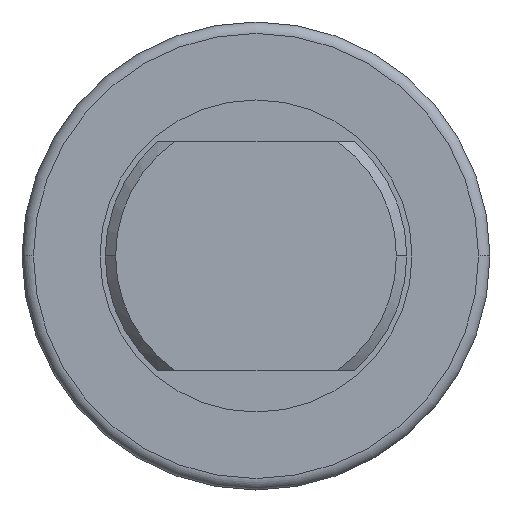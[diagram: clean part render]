
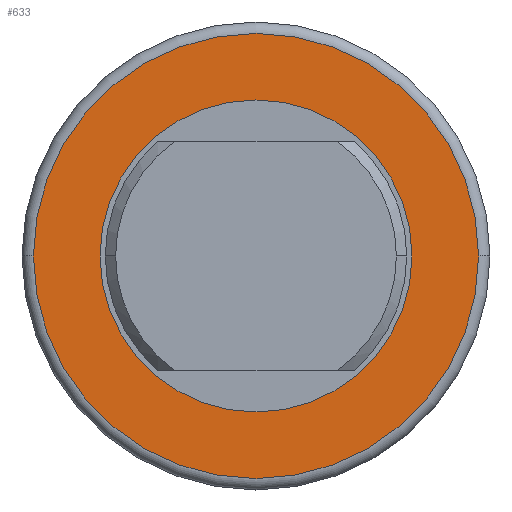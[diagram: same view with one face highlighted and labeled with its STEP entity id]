
A CAD part, left-side view. The second image highlights one B-rep face of the part: STEP entity #633.
In plain terms, the highlighted face is planar.
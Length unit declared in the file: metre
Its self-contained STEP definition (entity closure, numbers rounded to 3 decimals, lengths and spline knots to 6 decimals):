
#633=ADVANCED_FACE('0:246',(#1373,#1374),#1375,.F.);
#1373=FACE_OUTER_BOUND('',#2229,.T.);
#1374=FACE_BOUND('',#2230,.T.);
#1375=PLANE('',#2231);
#2229=EDGE_LOOP('',(#3777,#3778));
#2230=EDGE_LOOP('',(#3779,#3780));
#2231=AXIS2_PLACEMENT_3D('',#3781,#3782,#3783);
#3777=ORIENTED_EDGE('',*,*,#5136,.F.);
#3778=ORIENTED_EDGE('',*,*,#5127,.F.);
#3779=ORIENTED_EDGE('',*,*,#4957,.T.);
#3780=ORIENTED_EDGE('',*,*,#5215,.T.);
#3781=CARTESIAN_POINT('',(0.040384,0.021774,0.005774));
#3782=DIRECTION('',(-1.0,0.0,0.0));
#3783=DIRECTION('',(0.0,0.0,1.0));
#4957=EDGE_CURVE('0:534',#5880,#5877,#5881,.T.);
#5127=EDGE_CURVE('',#6147,#6149,#6150,.T.);
#5136=EDGE_CURVE('0:291',#6149,#6147,#6161,.T.);
#5215=EDGE_CURVE('',#5877,#5880,#6248,.T.);
#5877=VERTEX_POINT('',#7052);
#5880=VERTEX_POINT('',#7056);
#5881=CIRCLE('',#7057,0.015);
#6147=VERTEX_POINT('',#7405);
#6149=VERTEX_POINT('',#7407);
#6150=CIRCLE('',#7408,0.0214);
#6161=CIRCLE('',#7419,0.0214);
#6248=CIRCLE('',#7548,0.015);
#7052=CARTESIAN_POINT('',(0.040384,0.005774,0.020774));
#7056=CARTESIAN_POINT('',(0.040384,0.005774,-0.009226));
#7057=AXIS2_PLACEMENT_3D('',#8526,#8527,#8528);
#7405=CARTESIAN_POINT('',(0.040384,0.005774,0.027174));
#7407=CARTESIAN_POINT('',(0.040384,0.005774,-0.015626));
#7408=AXIS2_PLACEMENT_3D('',#8824,#8825,#8826);
#7419=AXIS2_PLACEMENT_3D('',#8842,#8843,#8844);
#7548=AXIS2_PLACEMENT_3D('',#8941,#8942,#8943);
#8526=CARTESIAN_POINT('',(0.040384,0.005774,0.005774));
#8527=DIRECTION('',(-1.0,0.0,0.0));
#8528=DIRECTION('',(0.0,0.0,1.0));
#8824=CARTESIAN_POINT('',(0.040384,0.005774,0.005774));
#8825=DIRECTION('',(-1.0,0.0,0.0));
#8826=DIRECTION('',(0.0,0.0,1.0));
#8842=CARTESIAN_POINT('',(0.040384,0.005774,0.005774));
#8843=DIRECTION('',(-1.0,0.0,0.0));
#8844=DIRECTION('',(0.0,0.0,1.0));
#8941=CARTESIAN_POINT('',(0.040384,0.005774,0.005774));
#8942=DIRECTION('',(-1.0,0.0,0.0));
#8943=DIRECTION('',(0.0,0.0,1.0));
